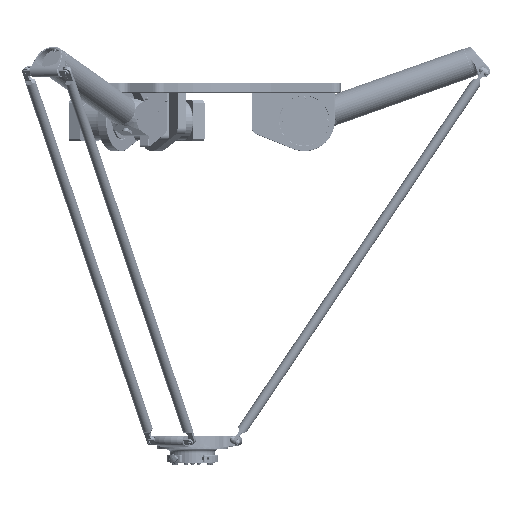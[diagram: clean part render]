
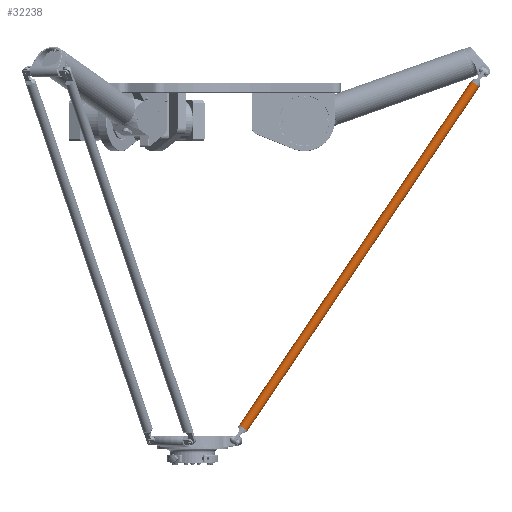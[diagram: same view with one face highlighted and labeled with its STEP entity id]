
A CAD part, front view. The second image highlights one B-rep face of the part: STEP entity #32238.
In plain terms, the highlighted cylindrical face has radius 15.005 mm (diameter 30.01 mm), a full revolution.
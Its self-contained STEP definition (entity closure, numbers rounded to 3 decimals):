
#1055=CYLINDRICAL_SURFACE('',#35669,15.005);
#1913=FACE_BOUND('',#8264,.T.);
#3371=CIRCLE('',#35664,15.005);
#3373=CIRCLE('',#35667,15.005);
#5532=FACE_OUTER_BOUND('',#8263,.T.);
#8263=EDGE_LOOP('',(#26496));
#8264=EDGE_LOOP('',(#26497));
#15660=VERTEX_POINT('',#61546);
#15662=VERTEX_POINT('',#61551);
#19428=EDGE_CURVE('',#15660,#15660,#3371,.T.);
#19430=EDGE_CURVE('',#15662,#15662,#3373,.T.);
#26496=ORIENTED_EDGE('',*,*,#19428,.F.);
#26497=ORIENTED_EDGE('',*,*,#19430,.F.);
#32238=ADVANCED_FACE('',(#5532,#1913),#1055,.T.);
#35664=AXIS2_PLACEMENT_3D('',#61547,#43742,#43743);
#35667=AXIS2_PLACEMENT_3D('',#61552,#43748,#43749);
#35669=AXIS2_PLACEMENT_3D('',#61555,#43752,#43753);
#43742=DIRECTION('center_axis',(1.,0.,0.));
#43743=DIRECTION('ref_axis',(0.,0.,-1.));
#43748=DIRECTION('center_axis',(-1.,0.,0.));
#43749=DIRECTION('ref_axis',(0.,0.,-1.));
#43752=DIRECTION('center_axis',(-1.,0.,0.));
#43753=DIRECTION('ref_axis',(0.,0.,-1.));
#61546=CARTESIAN_POINT('',(1270.046,0.,15.005));
#61547=CARTESIAN_POINT('Origin',(1270.046,0.,0.));
#61551=CARTESIAN_POINT('',(44.954,0.,15.005));
#61552=CARTESIAN_POINT('Origin',(44.954,0.,
0.));
#61555=CARTESIAN_POINT('Origin',(657.5,0.,0.));
